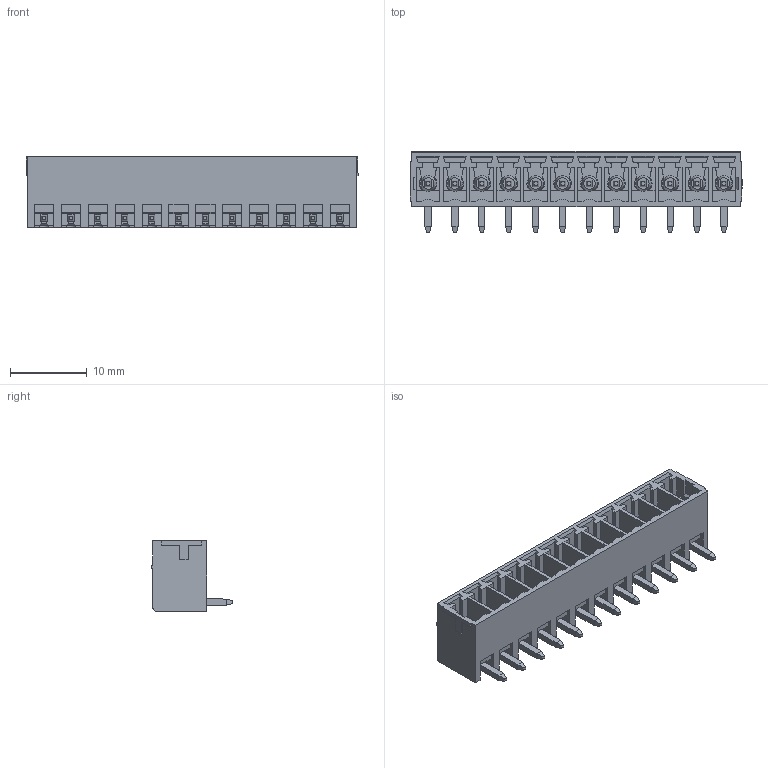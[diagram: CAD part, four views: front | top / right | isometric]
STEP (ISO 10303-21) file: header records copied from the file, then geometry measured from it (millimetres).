
FILE_DESCRIPTION (( 'STEP AP214' ), '1' );
FILE_NAME ('CUI_DEVICES_TBP03R1-350-12GR.step', '2021-12-16T00:49:16', ( '' ), ( '' ), 'SwSTEP 2.0', 'SolidWorks 2021', '' );
FILE_SCHEMA (( 'AUTOMOTIVE_DESIGN' ));
Length unit declared in the file: millimetre
Products named in the file (1): CUI_DEVICES_TBP03R1-350-12GR
Bounding box: 43.2 x 10.6 x 9.2 mm (x, y, z)
Volume: 1302.2 mm3; surface area: 4014.9 mm2
Topology: 1 solids, 1 shells, 983 faces, 2643 edges, 1722 vertices
Faces by surface type: plane 802, cylinder 133, cone 48
Entity records: 33019 total; most frequent: CARTESIAN_POINT 5787, ORIENTED_EDGE 5286, DIRECTION 4843, EDGE_CURVE 2643, LINE 2151, VECTOR 2151, VERTEX_POINT 1722, AXIS2_PLACEMENT_3D 1346
